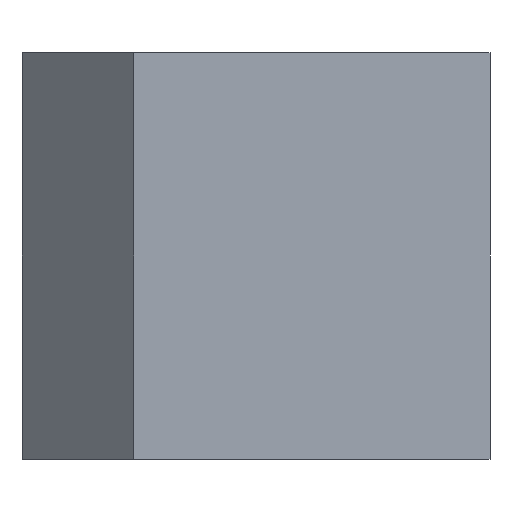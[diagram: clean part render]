
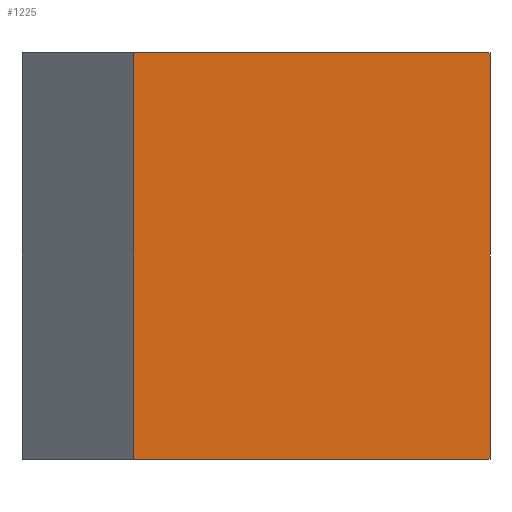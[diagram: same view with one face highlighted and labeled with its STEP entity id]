
A CAD part, left-side view. The second image highlights one B-rep face of the part: STEP entity #1225.
In plain terms, the highlighted planar face has unit normal (-1, 0, 0).
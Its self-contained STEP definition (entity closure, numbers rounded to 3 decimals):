
#24 = LINE ( 'NONE', #1633, #384 ) ;
#29 = CARTESIAN_POINT ( 'NONE',  ( -32., 0., -40. ) ) ;
#174 = EDGE_CURVE ( 'NONE', #791, #1032, #24, .T. ) ;
#375 = CARTESIAN_POINT ( 'NONE',  ( -32., 35., -40. ) ) ;
#384 = VECTOR ( 'NONE', #1239, 1000. ) ;
#397 = CARTESIAN_POINT ( 'NONE',  ( -32., 35., -40. ) ) ;
#517 = ORIENTED_EDGE ( 'NONE', *, *, #1079, .F. ) ;
#664 = VECTOR ( 'NONE', #972, 1000. ) ;
#698 = EDGE_LOOP ( 'NONE', ( #1292, #517, #1810, #804 ) ) ;
#791 = VERTEX_POINT ( 'NONE', #29 ) ;
#800 = VERTEX_POINT ( 'NONE', #1127 ) ;
#804 = ORIENTED_EDGE ( 'NONE', *, *, #1776, .T. ) ;
#824 = VERTEX_POINT ( 'NONE', #1574 ) ;
#918 = DIRECTION ( 'NONE',  ( 1., 0., 0. ) ) ;
#972 = DIRECTION ( 'NONE',  ( 0., 0., 1. ) ) ;
#1027 = CARTESIAN_POINT ( 'NONE',  ( -32., 0., -40. ) ) ;
#1032 = VERTEX_POINT ( 'NONE', #375 ) ;
#1062 = CARTESIAN_POINT ( 'NONE',  ( -32., 0., 0. ) ) ;
#1069 = CARTESIAN_POINT ( 'NONE',  ( -32., 0., -40. ) ) ;
#1079 = EDGE_CURVE ( 'NONE', #1032, #824, #1480, .T. ) ;
#1100 = LINE ( 'NONE', #1027, #664 ) ;
#1127 = CARTESIAN_POINT ( 'NONE',  ( -32., 0., 0. ) ) ;
#1148 = AXIS2_PLACEMENT_3D ( 'NONE', #1069, #918, #1997 ) ;
#1224 = DIRECTION ( 'NONE',  ( 0., 1., 0. ) ) ;
#1225 = ADVANCED_FACE ( 'NONE', ( #1704 ), #1689, .F. ) ;
#1239 = DIRECTION ( 'NONE',  ( 0., 1., 0. ) ) ;
#1292 = ORIENTED_EDGE ( 'NONE', *, *, #1738, .T. ) ;
#1358 = DIRECTION ( 'NONE',  ( 0., 0., 1. ) ) ;
#1442 = VECTOR ( 'NONE', #1358, 1000. ) ;
#1480 = LINE ( 'NONE', #397, #1442 ) ;
#1561 = LINE ( 'NONE', #1062, #1917 ) ;
#1574 = CARTESIAN_POINT ( 'NONE',  ( -32., 35., 0. ) ) ;
#1633 = CARTESIAN_POINT ( 'NONE',  ( -32., 0., -40. ) ) ;
#1689 = PLANE ( 'NONE',  #1148 ) ;
#1704 = FACE_OUTER_BOUND ( 'NONE', #698, .T. ) ;
#1738 = EDGE_CURVE ( 'NONE', #800, #824, #1561, .T. ) ;
#1776 = EDGE_CURVE ( 'NONE', #791, #800, #1100, .T. ) ;
#1810 = ORIENTED_EDGE ( 'NONE', *, *, #174, .F. ) ;
#1917 = VECTOR ( 'NONE', #1224, 1000. ) ;
#1997 = DIRECTION ( 'NONE',  ( 0., 0., -1. ) ) ;
